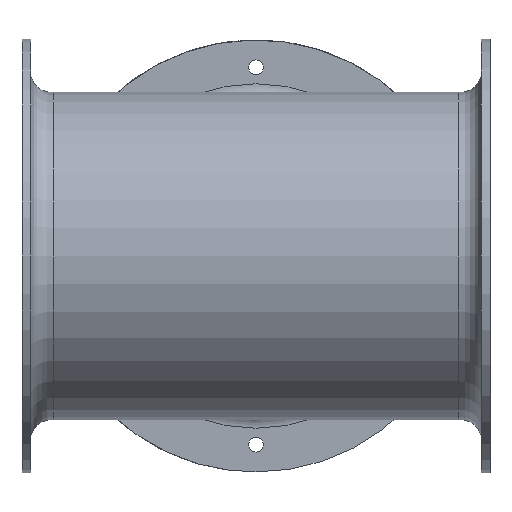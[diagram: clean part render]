
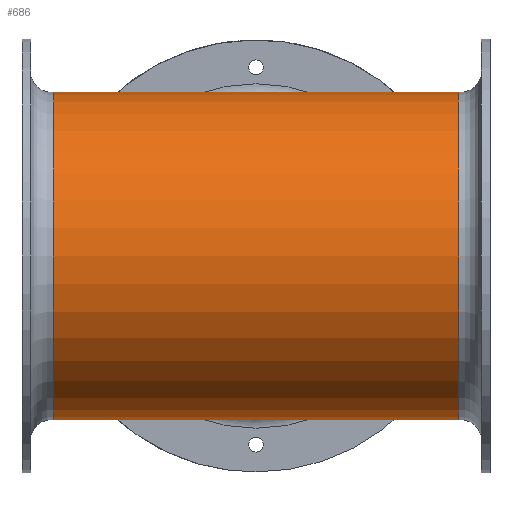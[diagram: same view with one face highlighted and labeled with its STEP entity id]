
A CAD part, front view. The second image highlights one B-rep face of the part: STEP entity #686.
In plain terms, the highlighted cylindrical face has radius 115.5 mm (diameter 231 mm), a full revolution.
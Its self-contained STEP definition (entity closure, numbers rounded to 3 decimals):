
#29=CYLINDRICAL_SURFACE('',#755,115.5);
#87=B_SPLINE_CURVE_WITH_KNOTS('',3,(#3380,#3381,#3382,#3383,#3384,#3385,
#3386,#3387,#3388,#3389,#3390,#3391,#3392,#3393,#3394,#3395,#3396,#3397,
#3398,#3399,#3400,#3401,#3402,#3403,#3404,#3405,#3406,#3407,#3408,#3409,
#3410,#3411,#3412,#3413,#3414,#3415,#3416,#3417,#3418,#3419,#3420,#3421,
#3422,#3423,#3424,#3425,#3426,#3427,#3428,#3429,#3430,#3431,#3432,#3433,
#3434,#3435,#3436,#3437),.UNSPECIFIED.,.T.,.F.,(4,1,1,1,1,1,1,1,1,1,1,1,
1,1,1,1,1,1,1,1,1,1,1,1,1,1,1,1,1,1,1,1,1,1,1,1,1,1,1,1,1,1,1,1,1,1,1,1,
1,1,1,1,1,1,1,4),(-77.812,-77.117,-76.596,-76.423,
-75.033,-73.644,-72.602,-72.254,
-69.475,-68.086,-67.044,-66.696,
-64.844,-62.991,-61.833,-61.138,
-59.285,-57.433,-56.043,-55.58,
-53.727,-51.875,-50.485,-48.169,
-47.243,-46.317,-44.464,-42.611,
-40.759,-39.832,-38.906,-37.98,
-37.053,-35.201,-34.274,-33.348,
-31.495,-29.643,-27.79,-25.937,
-24.085,-23.158,-22.232,-19.453,
-16.674,-15.285,-13.895,-12.506,
-11.116,-8.337,-5.558,-4.169,
-2.779,-1.39,-0.695,0.),.UNSPECIFIED.);
#131=FACE_BOUND('',#253,.T.);
#132=FACE_BOUND('',#254,.T.);
#178=FACE_OUTER_BOUND('',#252,.T.);
#252=EDGE_LOOP('',(#559));
#253=EDGE_LOOP('',(#560));
#254=EDGE_LOOP('',(#561));
#314=CIRCLE('',#756,115.5);
#315=CIRCLE('',#757,115.5);
#369=VERTEX_POINT('',#3378);
#370=VERTEX_POINT('',#3439);
#371=VERTEX_POINT('',#3441);
#440=EDGE_CURVE('',#369,#369,#87,.T.);
#441=EDGE_CURVE('',#370,#370,#314,.T.);
#442=EDGE_CURVE('',#371,#371,#315,.T.);
#559=ORIENTED_EDGE('',*,*,#441,.T.);
#560=ORIENTED_EDGE('',*,*,#442,.F.);
#561=ORIENTED_EDGE('',*,*,#440,.F.);
#686=ADVANCED_FACE('',(#178,#131,#132),#29,.T.);
#755=AXIS2_PLACEMENT_3D('',#3438,#892,#893);
#756=AXIS2_PLACEMENT_3D('',#3440,#894,#895);
#757=AXIS2_PLACEMENT_3D('',#3442,#896,#897);
#892=DIRECTION('center_axis',(1.,0.,0.));
#893=DIRECTION('ref_axis',(0.,1.,0.));
#894=DIRECTION('center_axis',(1.,0.,0.));
#895=DIRECTION('ref_axis',(0.,1.,0.));
#896=DIRECTION('center_axis',(1.,0.,0.));
#897=DIRECTION('ref_axis',(0.,1.,0.));
#3378=CARTESIAN_POINT('',(0.,33.538,110.523));
#3380=CARTESIAN_POINT('Ctrl Pts',(0.,33.538,
110.523));
#3381=CARTESIAN_POINT('Ctrl Pts',(2.388,33.538,110.524));
#3382=CARTESIAN_POINT('Ctrl Pts',(6.57,33.96,110.397));
#3383=CARTESIAN_POINT('Ctrl Pts',(11.175,35.155,110.022));
#3384=CARTESIAN_POINT('Ctrl Pts',(17.937,37.439,109.279));
#3385=CARTESIAN_POINT('Ctrl Pts',(26.983,42.034,107.673));
#3386=CARTESIAN_POINT('Ctrl Pts',(37.489,49.07,104.655));
#3387=CARTESIAN_POINT('Ctrl Pts',(44.786,54.529,101.857));
#3388=CARTESIAN_POINT('Ctrl Pts',(55.394,62.833,97.156));
#3389=CARTESIAN_POINT('Ctrl Pts',(66.234,71.996,90.812));
#3390=CARTESIAN_POINT('Ctrl Pts',(77.55,81.927,81.604));
#3391=CARTESIAN_POINT('Ctrl Pts',(83.25,87.021,76.026));
#3392=CARTESIAN_POINT('Ctrl Pts',(89.612,92.744,69.069));
#3393=CARTESIAN_POINT('Ctrl Pts',(96.928,99.399,59.583));
#3394=CARTESIAN_POINT('Ctrl Pts',(104.227,106.113,46.35));
#3395=CARTESIAN_POINT('Ctrl Pts',(108.531,110.093,35.31));
#3396=CARTESIAN_POINT('Ctrl Pts',(111.96,113.273,23.761));
#3397=CARTESIAN_POINT('Ctrl Pts',(114.496,115.631,9.304));
#3398=CARTESIAN_POINT('Ctrl Pts',(114.481,115.617,-7.889));
#3399=CARTESIAN_POINT('Ctrl Pts',(112.604,113.872,-20.093));
#3400=CARTESIAN_POINT('Ctrl Pts',(109.733,111.207,-31.955));
#3401=CARTESIAN_POINT('Ctrl Pts',(105.212,107.019,-44.593));
#3402=CARTESIAN_POINT('Ctrl Pts',(97.508,99.932,-58.507));
#3403=CARTESIAN_POINT('Ctrl Pts',(87.664,90.97,-71.752));
#3404=CARTESIAN_POINT('Ctrl Pts',(78.217,82.499,-81.193));
#3405=CARTESIAN_POINT('Ctrl Pts',(68.991,74.433,-88.41));
#3406=CARTESIAN_POINT('Ctrl Pts',(60.515,67.171,-94.159));
#3407=CARTESIAN_POINT('Ctrl Pts',(49.249,57.85,-100.239));
#3408=CARTESIAN_POINT('Ctrl Pts',(34.747,46.948,-105.741));
#3409=CARTESIAN_POINT('Ctrl Pts',(21.442,38.807,-108.847));
#3410=CARTESIAN_POINT('Ctrl Pts',(9.536,34.391,-110.268));
#3411=CARTESIAN_POINT('Ctrl Pts',(-0.004,33.109,
-110.651));
#3412=CARTESIAN_POINT('Ctrl Pts',(-9.56,34.398,-110.267));
#3413=CARTESIAN_POINT('Ctrl Pts',(-21.474,38.818,-108.842));
#3414=CARTESIAN_POINT('Ctrl Pts',(-32.098,45.331,-106.36));
#3415=CARTESIAN_POINT('Ctrl Pts',(-42.095,52.463,-102.956));
#3416=CARTESIAN_POINT('Ctrl Pts',(-51.559,59.769,-98.992));
#3417=CARTESIAN_POINT('Ctrl Pts',(-62.835,69.084,-92.907));
#3418=CARTESIAN_POINT('Ctrl Pts',(-75.385,79.988,-83.741));
#3419=CARTESIAN_POINT('Ctrl Pts',(-86.777,90.166,-72.735));
#3420=CARTESIAN_POINT('Ctrl Pts',(-96.899,99.372,-59.625));
#3421=CARTESIAN_POINT('Ctrl Pts',(-103.814,105.733,-47.116));
#3422=CARTESIAN_POINT('Ctrl Pts',(-108.241,109.824,-36.118));
#3423=CARTESIAN_POINT('Ctrl Pts',(-112.693,113.952,-21.789));
#3424=CARTESIAN_POINT('Ctrl Pts',(-115.593,116.654,-0.043));
#3425=CARTESIAN_POINT('Ctrl Pts',(-112.52,113.791,23.199));
#3426=CARTESIAN_POINT('Ctrl Pts',(-106.791,108.482,40.362));
#3427=CARTESIAN_POINT('Ctrl Pts',(-101.191,103.316,52.153));
#3428=CARTESIAN_POINT('Ctrl Pts',(-94.384,97.082,62.964));
#3429=CARTESIAN_POINT('Ctrl Pts',(-84.163,87.805,75.736));
#3430=CARTESIAN_POINT('Ctrl Pts',(-69.422,74.687,88.969));
#3431=CARTESIAN_POINT('Ctrl Pts',(-52.753,60.6,98.688));
#3432=CARTESIAN_POINT('Ctrl Pts',(-38.408,49.676,104.394));
#3433=CARTESIAN_POINT('Ctrl Pts',(-26.863,41.967,107.702));
#3434=CARTESIAN_POINT('Ctrl Pts',(-16.354,36.637,109.556));
#3435=CARTESIAN_POINT('Ctrl Pts',(-7.16,34.01,110.382));
#3436=CARTESIAN_POINT('Ctrl Pts',(-2.389,33.539,110.523));
#3437=CARTESIAN_POINT('Ctrl Pts',(0.,33.538,
110.523));
#3438=CARTESIAN_POINT('Origin',(-71.534,0.,0.));
#3439=CARTESIAN_POINT('',(-143.067,115.5,0.));
#3440=CARTESIAN_POINT('Origin',(-143.067,0.,0.));
#3441=CARTESIAN_POINT('',(143.067,115.5,0.));
#3442=CARTESIAN_POINT('Origin',(143.067,0.,0.));
